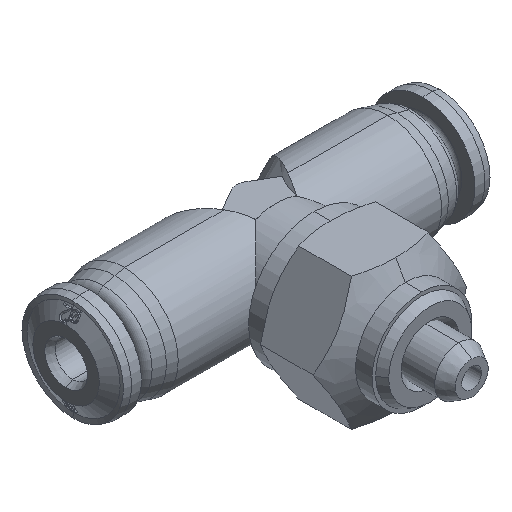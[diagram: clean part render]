
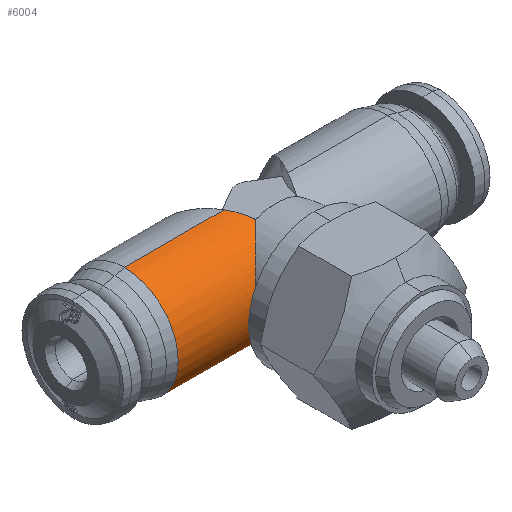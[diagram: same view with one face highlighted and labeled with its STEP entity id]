
A CAD part, isometric view. The second image highlights one B-rep face of the part: STEP entity #6004.
In plain terms, the highlighted cylindrical face has radius 3.25 mm (diameter 6.5 mm), a partial arc.
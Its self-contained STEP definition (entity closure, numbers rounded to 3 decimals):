
#796 = B_SPLINE_CURVE_WITH_KNOTS ( 'NONE', 3,
 ( #1491, #1483, #1488, #1493 ),
 .UNSPECIFIED., .F., .F.,
 ( 4, 4 ),
 ( 0., 1. ),
 .UNSPECIFIED. ) ;
#1170 = CARTESIAN_POINT ( 'NONE',  ( -3.25, -3.25, 0. ) ) ;
#1171 = CARTESIAN_POINT ( 'NONE',  ( -3.25, -3.25, 1.367 ) ) ;
#1172 = CARTESIAN_POINT ( 'NONE',  ( -2.486, -2.486, 2.5 ) ) ;
#1173 = CARTESIAN_POINT ( 'NONE',  ( -1.22, -1.22, 3.013 ) ) ;
#1483 = CARTESIAN_POINT ( 'NONE',  ( -1.443, -0.833, -3.169 ) ) ;
#1488 = CARTESIAN_POINT ( 'NONE',  ( -1.683, -0.417, -3.25 ) ) ;
#1491 = CARTESIAN_POINT ( 'NONE',  ( -1.22, -1.22, -3.013 ) ) ;
#1493 = CARTESIAN_POINT ( 'NONE',  ( -1.924, 0., -3.25 ) ) ;
#2464 = CARTESIAN_POINT ( 'NONE',  ( -1.22, -1.22, -3.013 ) ) ;
#2465 = CARTESIAN_POINT ( 'NONE',  ( -2.486, -2.486, -2.5 ) ) ;
#2469 = CARTESIAN_POINT ( 'NONE',  ( -3.25, -3.25, -1.367 ) ) ;
#2470 = CARTESIAN_POINT ( 'NONE',  ( -3.25, -3.25, 0. ) ) ;
#2520 = CARTESIAN_POINT ( 'NONE',  ( -1.923, -0.001, 3.25 ) ) ;
#2521 = CARTESIAN_POINT ( 'NONE',  ( -1.923, -0.001, 3.25 ) ) ;
#2534 = CARTESIAN_POINT ( 'NONE',  ( -1.923, -0.002, 3.25 ) ) ;
#2535 = CARTESIAN_POINT ( 'NONE',  ( -1.924, 0., 3.25 ) ) ;
#2536 = CARTESIAN_POINT ( 'NONE',  ( -1.682, -0.418, 3.25 ) ) ;
#2537 = CARTESIAN_POINT ( 'NONE',  ( -1.923, -0.002, 3.25 ) ) ;
#2540 = CARTESIAN_POINT ( 'NONE',  ( -1.442, -0.834, 3.169 ) ) ;
#2541 = CARTESIAN_POINT ( 'NONE',  ( -1.22, -1.22, 3.013 ) ) ;
#2619 = CARTESIAN_POINT ( 'NONE',  ( -7.94, 0., 0. ) ) ;
#2620 = DIRECTION ( 'NONE',  ( -1., 0., 0. ) ) ;
#2621 = DIRECTION ( 'NONE',  ( 0., 0., 1. ) ) ;
#2773 = CARTESIAN_POINT ( 'NONE',  ( 0., 0., 3.25 ) ) ;
#2777 = CARTESIAN_POINT ( 'NONE',  ( 0., 0., -3.25 ) ) ;
#2779 = DIRECTION ( 'NONE',  ( -1., 0., 0. ) ) ;
#2780 = DIRECTION ( 'NONE',  ( -1., 0., 0. ) ) ;
#4612 = AXIS2_PLACEMENT_3D ( 'NONE', #8590, #8591, #8599 ) ;
#4747 = AXIS2_PLACEMENT_3D ( 'NONE', #2619, #2620, #2621 ) ;
#4923 =( BOUNDED_CURVE ( )  B_SPLINE_CURVE ( 3, ( #2464, #2465, #2469, #2470 ),
 .UNSPECIFIED., .F., .F. ) 
 B_SPLINE_CURVE_WITH_KNOTS ( ( 4, 4 ),
 ( 1.955, 3.142 ),
 .UNSPECIFIED. ) 
 CURVE ( )  GEOMETRIC_REPRESENTATION_ITEM ( )  RATIONAL_B_SPLINE_CURVE ( ( 1., 0.886, 0.886, 1. ) ) 
 REPRESENTATION_ITEM ( '' )  );
#4931 = B_SPLINE_CURVE_WITH_KNOTS ( 'NONE', 3,
 ( #2535, #2521, #2520, #2537 ),
 .UNSPECIFIED., .F., .F.,
 ( 4, 4 ),
 ( 0.016, 0.016 ),
 .UNSPECIFIED. ) ;
#4932 = B_SPLINE_CURVE_WITH_KNOTS ( 'NONE', 3,
 ( #2534, #2536, #2540, #2541 ),
 .UNSPECIFIED., .F., .F.,
 ( 4, 4 ),
 ( 0., 1. ),
 .UNSPECIFIED. ) ;
#5802 = EDGE_CURVE ( 'NONE', #13260, #13263, #10475, .T. ) ;
#5871 = EDGE_CURVE ( 'NONE', #10538, #10545, #796, .T. ) ;
#6004 = ADVANCED_FACE ( 'NONE', ( #8185 ), #8193, .T. ) ;
#7038 = CARTESIAN_POINT ( 'NONE',  ( -1.22, -1.22, -3.013 ) ) ;
#7045 = CARTESIAN_POINT ( 'NONE',  ( -1.924, 0., -3.25 ) ) ;
#8185 = FACE_OUTER_BOUND ( 'NONE', #9780, .T. ) ;
#8193 = CYLINDRICAL_SURFACE ( 'NONE', #4612, 3.25 ) ;
#8388 = CIRCLE ( 'NONE', #4747, 3.25 ) ;
#8445 = LINE ( 'NONE', #2773, #8454 ) ;
#8449 = LINE ( 'NONE', #2777, #8452 ) ;
#8452 = VECTOR ( 'NONE', #2779, 1000. ) ;
#8454 = VECTOR ( 'NONE', #2780, 1000. ) ;
#8590 = CARTESIAN_POINT ( 'NONE',  ( 0., 0., 0. ) ) ;
#8591 = DIRECTION ( 'NONE',  ( -1., 0., 0. ) ) ;
#8599 = DIRECTION ( 'NONE',  ( 0., 0., 1. ) ) ;
#9780 = EDGE_LOOP ( 'NONE', ( #12998, #12999, #13000, #13001, #13002, #13003, #13004, #13005 ) ) ;
#10291 = CARTESIAN_POINT ( 'NONE',  ( -1.924, 0., 3.25 ) ) ;
#10298 = CARTESIAN_POINT ( 'NONE',  ( -7.94, 0., 3.25 ) ) ;
#10299 = CARTESIAN_POINT ( 'NONE',  ( -7.94, 0., -3.25 ) ) ;
#10317 = CARTESIAN_POINT ( 'NONE',  ( -3.25, -3.25, 0. ) ) ;
#10320 = CARTESIAN_POINT ( 'NONE',  ( -1.22, -1.22, 3.013 ) ) ;
#10367 = CARTESIAN_POINT ( 'NONE',  ( -1.923, -0.002, 3.25 ) ) ;
#10475 =( BOUNDED_CURVE ( )  B_SPLINE_CURVE ( 3, ( #1170, #1171, #1172, #1173 ),
 .UNSPECIFIED., .F., .T. ) 
 B_SPLINE_CURVE_WITH_KNOTS ( ( 4, 4 ),
 ( 3.142, 4.328 ),
 .UNSPECIFIED. ) 
 CURVE ( )  GEOMETRIC_REPRESENTATION_ITEM ( )  RATIONAL_B_SPLINE_CURVE ( ( 1., 0.886, 0.886, 1. ) ) 
 REPRESENTATION_ITEM ( '' )  );
#10538 = VERTEX_POINT ( 'NONE', #7038 ) ;
#10545 = VERTEX_POINT ( 'NONE', #7045 ) ;
#11894 = EDGE_CURVE ( 'NONE', #10538, #13260, #4923, .T. ) ;
#11907 = EDGE_CURVE ( 'NONE', #13234, #13310, #4931, .T. ) ;
#11908 = EDGE_CURVE ( 'NONE', #13310, #13263, #4932, .T. ) ;
#11921 = EDGE_CURVE ( 'NONE', #13242, #13241, #8388, .T. ) ;
#11976 = EDGE_CURVE ( 'NONE', #10545, #13242, #8449, .T. ) ;
#11977 = EDGE_CURVE ( 'NONE', #13234, #13241, #8445, .T. ) ;
#12998 = ORIENTED_EDGE ( 'NONE', *, *, #11976, .F. ) ;
#12999 = ORIENTED_EDGE ( 'NONE', *, *, #5871, .F. ) ;
#13000 = ORIENTED_EDGE ( 'NONE', *, *, #11894, .T. ) ;
#13001 = ORIENTED_EDGE ( 'NONE', *, *, #5802, .T. ) ;
#13002 = ORIENTED_EDGE ( 'NONE', *, *, #11908, .F. ) ;
#13003 = ORIENTED_EDGE ( 'NONE', *, *, #11907, .F. ) ;
#13004 = ORIENTED_EDGE ( 'NONE', *, *, #11977, .T. ) ;
#13005 = ORIENTED_EDGE ( 'NONE', *, *, #11921, .F. ) ;
#13234 = VERTEX_POINT ( 'NONE', #10291 ) ;
#13241 = VERTEX_POINT ( 'NONE', #10298 ) ;
#13242 = VERTEX_POINT ( 'NONE', #10299 ) ;
#13260 = VERTEX_POINT ( 'NONE', #10317 ) ;
#13263 = VERTEX_POINT ( 'NONE', #10320 ) ;
#13310 = VERTEX_POINT ( 'NONE', #10367 ) ;
